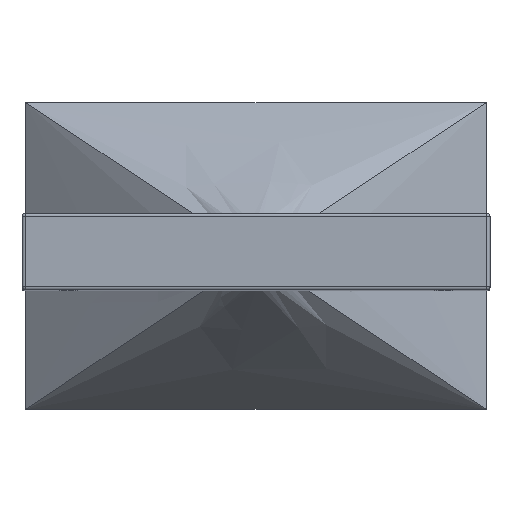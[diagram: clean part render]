
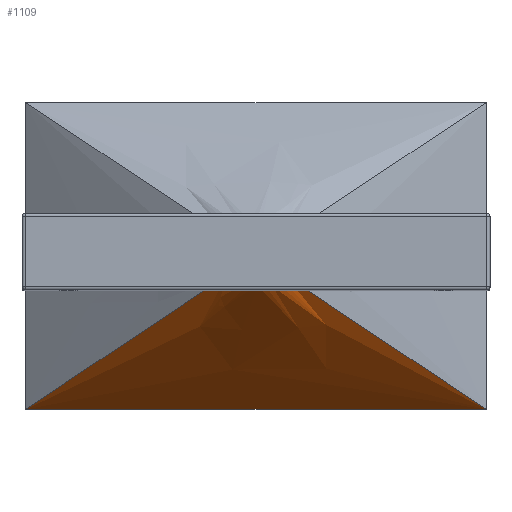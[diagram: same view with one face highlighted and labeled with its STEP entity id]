
A CAD part, top view. The second image highlights one B-rep face of the part: STEP entity #1109.
In plain terms, the highlighted free-form (B-spline) face has degree [3, 3] with [6, 4] control points.
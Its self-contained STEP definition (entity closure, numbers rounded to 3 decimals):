
#27=B_SPLINE_SURFACE_WITH_KNOTS('',3,3,((#1982,#1983,#1984,#1985),(#1986,
#1987,#1988,#1989),(#1990,#1991,#1992,#1993),(#1994,#1995,#1996,#1997),
(#1998,#1999,#2000,#2001),(#2002,#2003,#2004,#2005)),.UNSPECIFIED.,.F.,
 .F.,.F.,(4,1,1,4),(4,4),(0.,0.286,0.571,1.),(0.,
1.),.UNSPECIFIED.);
#86=CIRCLE('',#1231,2.25);
#183=FACE_OUTER_BOUND('',#267,.T.);
#267=EDGE_LOOP('',(#886,#887,#888,#889));
#363=LINE('',#1904,#438);
#365=LINE('',#1931,#440);
#367=LINE('',#1981,#442);
#438=VECTOR('',#1497,10.);
#440=VECTOR('',#1503,18.68);
#442=VECTOR('',#1509,18.68);
#519=VERTEX_POINT('',#1897);
#522=VERTEX_POINT('',#1902);
#523=VERTEX_POINT('',#1925);
#527=VERTEX_POINT('',#1979);
#643=EDGE_CURVE('',#522,#519,#363,.T.);
#647=EDGE_CURVE('',#523,#519,#365,.T.);
#651=EDGE_CURVE('',#527,#522,#367,.T.);
#652=EDGE_CURVE('',#527,#523,#86,.T.);
#886=ORIENTED_EDGE('',*,*,#652,.T.);
#887=ORIENTED_EDGE('',*,*,#647,.T.);
#888=ORIENTED_EDGE('',*,*,#643,.F.);
#889=ORIENTED_EDGE('',*,*,#651,.F.);
#1109=ADVANCED_FACE('',(#183),#27,.T.);
#1231=AXIS2_PLACEMENT_3D('',#2006,#1510,#1511);
#1497=DIRECTION('',(-1.,0.,0.));
#1503=DIRECTION('',(-0.703,-0.469,-0.535));
#1509=DIRECTION('',(0.703,-0.469,-0.535));
#1510=DIRECTION('center_axis',(0.,0.,-1.));
#1511=DIRECTION('ref_axis',(1.,0.,0.));
#1897=CARTESIAN_POINT('',(-30.25,-7.5,-166.5));
#1902=CARTESIAN_POINT('',(-0.25,-7.5,-166.5));
#1904=CARTESIAN_POINT('',(-0.25,-7.5,-166.5));
#1925=CARTESIAN_POINT('',(-17.122,1.252,-156.5));
#1931=CARTESIAN_POINT('',(-17.122,1.252,-156.5));
#1979=CARTESIAN_POINT('',(-13.378,1.252,-156.5));
#1981=CARTESIAN_POINT('',(-13.378,1.252,-156.5));
#1982=CARTESIAN_POINT('Ctrl Pts',(-13.378,1.252,-156.5));
#1983=CARTESIAN_POINT('Ctrl Pts',(-9.002,-1.665,-159.833));
#1984=CARTESIAN_POINT('Ctrl Pts',(-4.626,-4.583,-163.167));
#1985=CARTESIAN_POINT('Ctrl Pts',(-0.25,-7.5,-166.5));
#1986=CARTESIAN_POINT('Ctrl Pts',(-13.612,0.901,-156.5));
#1987=CARTESIAN_POINT('Ctrl Pts',(-10.11,-1.899,-159.833));
#1988=CARTESIAN_POINT('Ctrl Pts',(-6.609,-4.7,-163.167));
#1989=CARTESIAN_POINT('Ctrl Pts',(-3.107,-7.5,-166.5));
#1990=CARTESIAN_POINT('Ctrl Pts',(-14.279,0.338,-156.5));
#1991=CARTESIAN_POINT('Ctrl Pts',(-12.459,-2.274,-159.833));
#1992=CARTESIAN_POINT('Ctrl Pts',(-10.641,-4.888,-163.167));
#1993=CARTESIAN_POINT('Ctrl Pts',(-8.821,-7.5,-166.5));
#1994=CARTESIAN_POINT('Ctrl Pts',(-15.8,0.119,-156.5));
#1995=CARTESIAN_POINT('Ctrl Pts',(-16.807,-2.42,-159.833));
#1996=CARTESIAN_POINT('Ctrl Pts',(-17.814,-4.96,-163.167));
#1997=CARTESIAN_POINT('Ctrl Pts',(-18.821,-7.5,-166.5));
#1998=CARTESIAN_POINT('Ctrl Pts',(-16.772,0.726,-156.5));
#1999=CARTESIAN_POINT('Ctrl Pts',(-19.835,-2.014,-159.833));
#2000=CARTESIAN_POINT('Ctrl Pts',(-22.901,-4.759,-163.167));
#2001=CARTESIAN_POINT('Ctrl Pts',(-25.964,-7.5,-166.5));
#2002=CARTESIAN_POINT('Ctrl Pts',(-17.122,1.252,-156.5));
#2003=CARTESIAN_POINT('Ctrl Pts',(-21.498,-1.665,-159.833));
#2004=CARTESIAN_POINT('Ctrl Pts',(-25.874,-4.583,-163.167));
#2005=CARTESIAN_POINT('Ctrl Pts',(-30.25,-7.5,-166.5));
#2006=CARTESIAN_POINT('Origin',(-15.25,2.5,-156.5));
